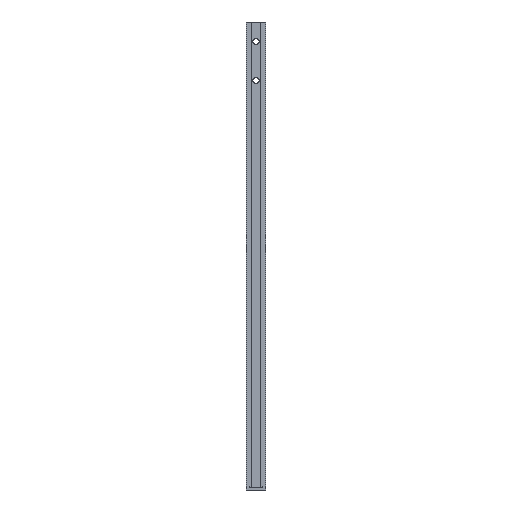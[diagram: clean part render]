
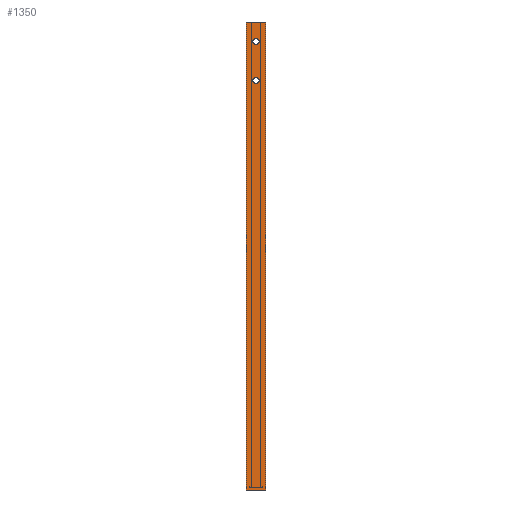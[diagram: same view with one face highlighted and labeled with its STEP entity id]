
A CAD part, left-side view. The second image highlights one B-rep face of the part: STEP entity #1350.
In plain terms, the highlighted planar face has unit normal (-1, 0, 0).
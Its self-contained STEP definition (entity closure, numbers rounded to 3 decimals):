
#1350 = ADVANCED_FACE('',(#1351,#1385,#1396),#1407,.T.);
#1351 = FACE_BOUND('',#1352,.T.);
#1352 = EDGE_LOOP('',(#1353,#1363,#1371,#1379));
#1353 = ORIENTED_EDGE('',*,*,#1354,.T.);
#1354 = EDGE_CURVE('',#1355,#1357,#1359,.T.);
#1355 = VERTEX_POINT('',#1356);
#1356 = CARTESIAN_POINT('',(-12.7,-12.7,0.));
#1357 = VERTEX_POINT('',#1358);
#1358 = CARTESIAN_POINT('',(-12.7,-12.7,609.6));
#1359 = LINE('',#1360,#1361);
#1360 = CARTESIAN_POINT('',(-12.7,-12.7,0.));
#1361 = VECTOR('',#1362,1.);
#1362 = DIRECTION('',(0.,0.,1.));
#1363 = ORIENTED_EDGE('',*,*,#1364,.T.);
#1364 = EDGE_CURVE('',#1357,#1365,#1367,.T.);
#1365 = VERTEX_POINT('',#1366);
#1366 = CARTESIAN_POINT('',(-12.7,12.7,609.6));
#1367 = LINE('',#1368,#1369);
#1368 = CARTESIAN_POINT('',(-12.7,-12.7,609.6));
#1369 = VECTOR('',#1370,1.);
#1370 = DIRECTION('',(0.,1.,0.));
#1371 = ORIENTED_EDGE('',*,*,#1372,.F.);
#1372 = EDGE_CURVE('',#1373,#1365,#1375,.T.);
#1373 = VERTEX_POINT('',#1374);
#1374 = CARTESIAN_POINT('',(-12.7,12.7,0.));
#1375 = LINE('',#1376,#1377);
#1376 = CARTESIAN_POINT('',(-12.7,12.7,0.));
#1377 = VECTOR('',#1378,1.);
#1378 = DIRECTION('',(0.,0.,1.));
#1379 = ORIENTED_EDGE('',*,*,#1380,.F.);
#1380 = EDGE_CURVE('',#1355,#1373,#1381,.T.);
#1381 = LINE('',#1382,#1383);
#1382 = CARTESIAN_POINT('',(-12.7,-12.7,0.));
#1383 = VECTOR('',#1384,1.);
#1384 = DIRECTION('',(0.,1.,0.));
#1385 = FACE_BOUND('',#1386,.T.);
#1386 = EDGE_LOOP('',(#1387));
#1387 = ORIENTED_EDGE('',*,*,#1388,.T.);
#1388 = EDGE_CURVE('',#1389,#1389,#1391,.T.);
#1389 = VERTEX_POINT('',#1390);
#1390 = CARTESIAN_POINT('',(-12.7,4.,584.2));
#1391 = CIRCLE('',#1392,4.);
#1392 = AXIS2_PLACEMENT_3D('',#1393,#1394,#1395);
#1393 = CARTESIAN_POINT('',(-12.7,0.,584.2));
#1394 = DIRECTION('',(1.,0.,0.));
#1395 = DIRECTION('',(0.,1.,0.));
#1396 = FACE_BOUND('',#1397,.T.);
#1397 = EDGE_LOOP('',(#1398));
#1398 = ORIENTED_EDGE('',*,*,#1399,.T.);
#1399 = EDGE_CURVE('',#1400,#1400,#1402,.T.);
#1400 = VERTEX_POINT('',#1401);
#1401 = CARTESIAN_POINT('',(-12.7,4.,533.4));
#1402 = CIRCLE('',#1403,4.);
#1403 = AXIS2_PLACEMENT_3D('',#1404,#1405,#1406);
#1404 = CARTESIAN_POINT('',(-12.7,0.,533.4));
#1405 = DIRECTION('',(1.,0.,0.));
#1406 = DIRECTION('',(0.,1.,0.));
#1407 = PLANE('',#1408);
#1408 = AXIS2_PLACEMENT_3D('',#1409,#1410,#1411);
#1409 = CARTESIAN_POINT('',(-12.7,-12.7,0.));
#1410 = DIRECTION('',(-1.,0.,0.));
#1411 = DIRECTION('',(0.,1.,0.));
